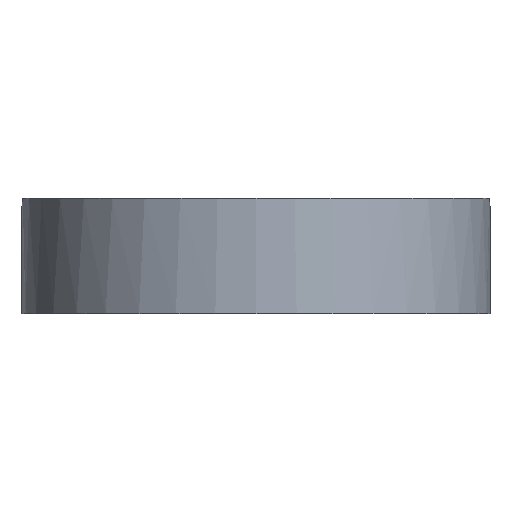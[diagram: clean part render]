
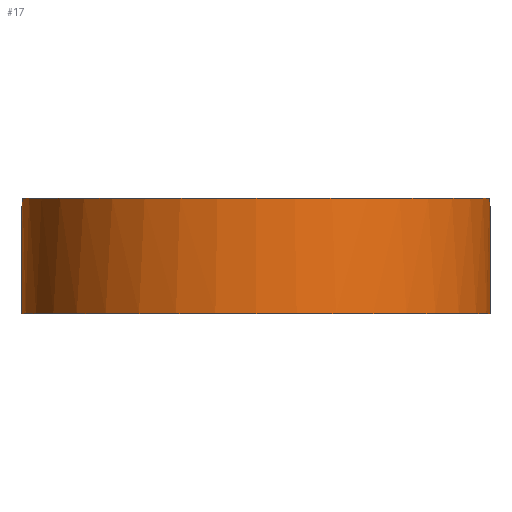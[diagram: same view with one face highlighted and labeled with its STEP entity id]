
A CAD part, front view. The second image highlights one B-rep face of the part: STEP entity #17.
In plain terms, the highlighted cylindrical face has radius 12 mm (diameter 24 mm), a partial arc.
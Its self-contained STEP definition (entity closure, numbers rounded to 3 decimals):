
#17 = ADVANCED_FACE('',(#18),#33,.T.);
#18 = FACE_BOUND('',#19,.T.);
#19 = EDGE_LOOP('',(#20,#56,#83,#117,#146,#175));
#20 = ORIENTED_EDGE('',*,*,#21,.T.);
#21 = EDGE_CURVE('',#22,#24,#26,.T.);
#22 = VERTEX_POINT('',#23);
#23 = CARTESIAN_POINT('',(-12.,-5.,-2.95));
#24 = VERTEX_POINT('',#25);
#25 = CARTESIAN_POINT('',(12.,-5.,-2.95));
#26 = SURFACE_CURVE('',#27,(#32,#44),.PCURVE_S1.);
#27 = CIRCLE('',#28,12.);
#28 = AXIS2_PLACEMENT_3D('',#29,#30,#31);
#29 = CARTESIAN_POINT('',(0.,-5.,-2.95));
#30 = DIRECTION('',(0.,0.,1.));
#31 = DIRECTION('',(1.,0.,-0.));
#32 = PCURVE('',#33,#38);
#33 = CYLINDRICAL_SURFACE('',#34,12.);
#34 = AXIS2_PLACEMENT_3D('',#35,#36,#37);
#35 = CARTESIAN_POINT('',(0.,-5.,-2.95));
#36 = DIRECTION('',(0.,0.,1.));
#37 = DIRECTION('',(1.,0.,-0.));
#38 = DEFINITIONAL_REPRESENTATION('',(#39),#43);
#39 = LINE('',#40,#41);
#40 = CARTESIAN_POINT('',(0.,0.));
#41 = VECTOR('',#42,1.);
#42 = DIRECTION('',(1.,0.));
#43 = ( GEOMETRIC_REPRESENTATION_CONTEXT(2) 
PARAMETRIC_REPRESENTATION_CONTEXT() REPRESENTATION_CONTEXT('2D SPACE',''
  ) );
#44 = PCURVE('',#45,#50);
#45 = PLANE('',#46);
#46 = AXIS2_PLACEMENT_3D('',#47,#48,#49);
#47 = CARTESIAN_POINT('',(0.,-5.,-2.95));
#48 = DIRECTION('',(0.,0.,1.));
#49 = DIRECTION('',(1.,0.,-0.));
#50 = DEFINITIONAL_REPRESENTATION('',(#51),#55);
#51 = CIRCLE('',#52,12.);
#52 = AXIS2_PLACEMENT_2D('',#53,#54);
#53 = CARTESIAN_POINT('',(0.,0.));
#54 = DIRECTION('',(1.,0.));
#55 = ( GEOMETRIC_REPRESENTATION_CONTEXT(2) 
PARAMETRIC_REPRESENTATION_CONTEXT() REPRESENTATION_CONTEXT('2D SPACE',''
  ) );
#56 = ORIENTED_EDGE('',*,*,#57,.T.);
#57 = EDGE_CURVE('',#24,#58,#60,.T.);
#58 = VERTEX_POINT('',#59);
#59 = CARTESIAN_POINT('',(12.,-5.,2.55));
#60 = SURFACE_CURVE('',#61,(#65,#71),.PCURVE_S1.);
#61 = LINE('',#62,#63);
#62 = CARTESIAN_POINT('',(12.,-5.,-2.95));
#63 = VECTOR('',#64,1.);
#64 = DIRECTION('',(0.,0.,1.));
#65 = PCURVE('',#33,#66);
#66 = DEFINITIONAL_REPRESENTATION('',(#67),#70);
#67 = B_SPLINE_CURVE_WITH_KNOTS('',1,(#68,#69),.UNSPECIFIED.,.F.,.F.,(2,
    2),(0.,5.9),.PIECEWISE_BEZIER_KNOTS.);
#68 = CARTESIAN_POINT('',(6.283,0.));
#69 = CARTESIAN_POINT('',(6.283,5.9));
#70 = ( GEOMETRIC_REPRESENTATION_CONTEXT(2) 
PARAMETRIC_REPRESENTATION_CONTEXT() REPRESENTATION_CONTEXT('2D SPACE',''
  ) );
#71 = PCURVE('',#72,#77);
#72 = PLANE('',#73);
#73 = AXIS2_PLACEMENT_3D('',#74,#75,#76);
#74 = CARTESIAN_POINT('',(12.,-5.,-2.95));
#75 = DIRECTION('',(1.,0.,0.));
#76 = DIRECTION('',(0.,0.,1.));
#77 = DEFINITIONAL_REPRESENTATION('',(#78),#82);
#78 = LINE('',#79,#80);
#79 = CARTESIAN_POINT('',(0.,0.));
#80 = VECTOR('',#81,1.);
#81 = DIRECTION('',(1.,0.));
#82 = ( GEOMETRIC_REPRESENTATION_CONTEXT(2) 
PARAMETRIC_REPRESENTATION_CONTEXT() REPRESENTATION_CONTEXT('2D SPACE',''
  ) );
#83 = ORIENTED_EDGE('',*,*,#84,.F.);
#84 = EDGE_CURVE('',#85,#58,#87,.T.);
#85 = VERTEX_POINT('',#86);
#86 = CARTESIAN_POINT('',(11.96,-5.98,2.95));
#87 = SURFACE_CURVE('',#88,(#94,#103),.PCURVE_S1.);
#88 = B_SPLINE_CURVE_WITH_KNOTS('',4,(#89,#90,#91,#92,#93),
  .UNSPECIFIED.,.F.,.F.,(5,5),(0.,1.),.PIECEWISE_BEZIER_KNOTS.);
#89 = CARTESIAN_POINT('',(11.96,-5.98,2.95));
#90 = CARTESIAN_POINT('',(11.98,-5.736,2.849
    ));
#91 = CARTESIAN_POINT('',(11.993,-5.492,2.749
    ));
#92 = CARTESIAN_POINT('',(12.,-5.246,2.649)
  );
#93 = CARTESIAN_POINT('',(12.,-5.,2.55));
#94 = PCURVE('',#33,#95);
#95 = DEFINITIONAL_REPRESENTATION('',(#96),#102);
#96 = B_SPLINE_CURVE_WITH_KNOTS('',4,(#97,#98,#99,#100,#101),
  .UNSPECIFIED.,.F.,.F.,(5,5),(0.,1.),.PIECEWISE_BEZIER_KNOTS.);
#97 = CARTESIAN_POINT('',(6.201,5.9));
#98 = CARTESIAN_POINT('',(6.222,5.799));
#99 = CARTESIAN_POINT('',(6.242,5.699));
#100 = CARTESIAN_POINT('',(6.263,5.599));
#101 = CARTESIAN_POINT('',(6.283,5.5));
#102 = ( GEOMETRIC_REPRESENTATION_CONTEXT(2) 
PARAMETRIC_REPRESENTATION_CONTEXT() REPRESENTATION_CONTEXT('2D SPACE',''
  ) );
#103 = PCURVE('',#104,#109);
#104 = SPHERICAL_SURFACE('',#105,18.);
#105 = AXIS2_PLACEMENT_3D('',#106,#107,#108);
#106 = CARTESIAN_POINT('',(0.,0.,15.));
#107 = DIRECTION('',(0.,0.,-1.));
#108 = DIRECTION('',(1.,0.,0.));
#109 = DEFINITIONAL_REPRESENTATION('',(#110),#116);
#110 = B_SPLINE_CURVE_WITH_KNOTS('',4,(#111,#112,#113,#114,#115),
  .UNSPECIFIED.,.F.,.F.,(5,5),(0.,1.),.PIECEWISE_BEZIER_KNOTS.);
#111 = CARTESIAN_POINT('',(0.464,0.733));
#112 = CARTESIAN_POINT('',(0.447,0.741));
#113 = CARTESIAN_POINT('',(0.43,0.749));
#114 = CARTESIAN_POINT('',(0.412,0.756));
#115 = CARTESIAN_POINT('',(0.395,0.764));
#116 = ( GEOMETRIC_REPRESENTATION_CONTEXT(2) 
PARAMETRIC_REPRESENTATION_CONTEXT() REPRESENTATION_CONTEXT('2D SPACE',''
  ) );
#117 = ORIENTED_EDGE('',*,*,#118,.F.);
#118 = EDGE_CURVE('',#119,#85,#121,.T.);
#119 = VERTEX_POINT('',#120);
#120 = CARTESIAN_POINT('',(-11.96,-5.98,2.95));
#121 = SURFACE_CURVE('',#122,(#127,#134),.PCURVE_S1.);
#122 = CIRCLE('',#123,12.);
#123 = AXIS2_PLACEMENT_3D('',#124,#125,#126);
#124 = CARTESIAN_POINT('',(0.,-5.,2.95));
#125 = DIRECTION('',(0.,0.,1.));
#126 = DIRECTION('',(1.,0.,-0.));
#127 = PCURVE('',#33,#128);
#128 = DEFINITIONAL_REPRESENTATION('',(#129),#133);
#129 = LINE('',#130,#131);
#130 = CARTESIAN_POINT('',(0.,5.9));
#131 = VECTOR('',#132,1.);
#132 = DIRECTION('',(1.,0.));
#133 = ( GEOMETRIC_REPRESENTATION_CONTEXT(2) 
PARAMETRIC_REPRESENTATION_CONTEXT() REPRESENTATION_CONTEXT('2D SPACE',''
  ) );
#134 = PCURVE('',#135,#140);
#135 = PLANE('',#136);
#136 = AXIS2_PLACEMENT_3D('',#137,#138,#139);
#137 = CARTESIAN_POINT('',(0.,-5.,2.95));
#138 = DIRECTION('',(0.,0.,1.));
#139 = DIRECTION('',(1.,0.,-0.));
#140 = DEFINITIONAL_REPRESENTATION('',(#141),#145);
#141 = CIRCLE('',#142,12.);
#142 = AXIS2_PLACEMENT_2D('',#143,#144);
#143 = CARTESIAN_POINT('',(0.,0.));
#144 = DIRECTION('',(1.,0.));
#145 = ( GEOMETRIC_REPRESENTATION_CONTEXT(2) 
PARAMETRIC_REPRESENTATION_CONTEXT() REPRESENTATION_CONTEXT('2D SPACE',''
  ) );
#146 = ORIENTED_EDGE('',*,*,#147,.F.);
#147 = EDGE_CURVE('',#148,#119,#150,.T.);
#148 = VERTEX_POINT('',#149);
#149 = CARTESIAN_POINT('',(-12.,-5.,2.55));
#150 = SURFACE_CURVE('',#151,(#157,#166),.PCURVE_S1.);
#151 = B_SPLINE_CURVE_WITH_KNOTS('',4,(#152,#153,#154,#155,#156),
  .UNSPECIFIED.,.F.,.F.,(5,5),(0.,1.),.PIECEWISE_BEZIER_KNOTS.);
#152 = CARTESIAN_POINT('',(-12.,-5.,2.55));
#153 = CARTESIAN_POINT('',(-12.,-5.246,
    2.649));
#154 = CARTESIAN_POINT('',(-11.993,-5.492,2.749
    ));
#155 = CARTESIAN_POINT('',(-11.98,-5.736,
    2.849));
#156 = CARTESIAN_POINT('',(-11.96,-5.98,2.95));
#157 = PCURVE('',#33,#158);
#158 = DEFINITIONAL_REPRESENTATION('',(#159),#165);
#159 = B_SPLINE_CURVE_WITH_KNOTS('',4,(#160,#161,#162,#163,#164),
  .UNSPECIFIED.,.F.,.F.,(5,5),(0.,1.),.PIECEWISE_BEZIER_KNOTS.);
#160 = CARTESIAN_POINT('',(3.142,5.5));
#161 = CARTESIAN_POINT('',(3.162,5.599));
#162 = CARTESIAN_POINT('',(3.183,5.699));
#163 = CARTESIAN_POINT('',(3.203,5.799));
#164 = CARTESIAN_POINT('',(3.223,5.9));
#165 = ( GEOMETRIC_REPRESENTATION_CONTEXT(2) 
PARAMETRIC_REPRESENTATION_CONTEXT() REPRESENTATION_CONTEXT('2D SPACE',''
  ) );
#166 = PCURVE('',#104,#167);
#167 = DEFINITIONAL_REPRESENTATION('',(#168),#174);
#168 = B_SPLINE_CURVE_WITH_KNOTS('',4,(#169,#170,#171,#172,#173),
  .UNSPECIFIED.,.F.,.F.,(5,5),(0.,1.),.PIECEWISE_BEZIER_KNOTS.);
#169 = CARTESIAN_POINT('',(2.747,0.764));
#170 = CARTESIAN_POINT('',(2.729,0.756));
#171 = CARTESIAN_POINT('',(2.712,0.749));
#172 = CARTESIAN_POINT('',(2.695,0.741));
#173 = CARTESIAN_POINT('',(2.678,0.733));
#174 = ( GEOMETRIC_REPRESENTATION_CONTEXT(2) 
PARAMETRIC_REPRESENTATION_CONTEXT() REPRESENTATION_CONTEXT('2D SPACE',''
  ) );
#175 = ORIENTED_EDGE('',*,*,#176,.F.);
#176 = EDGE_CURVE('',#22,#148,#177,.T.);
#177 = SURFACE_CURVE('',#178,(#182,#189),.PCURVE_S1.);
#178 = LINE('',#179,#180);
#179 = CARTESIAN_POINT('',(-12.,-5.,-2.95));
#180 = VECTOR('',#181,1.);
#181 = DIRECTION('',(0.,0.,1.));
#182 = PCURVE('',#33,#183);
#183 = DEFINITIONAL_REPRESENTATION('',(#184),#188);
#184 = LINE('',#185,#186);
#185 = CARTESIAN_POINT('',(3.142,0.));
#186 = VECTOR('',#187,1.);
#187 = DIRECTION('',(0.,1.));
#188 = ( GEOMETRIC_REPRESENTATION_CONTEXT(2) 
PARAMETRIC_REPRESENTATION_CONTEXT() REPRESENTATION_CONTEXT('2D SPACE',''
  ) );
#189 = PCURVE('',#190,#195);
#190 = PLANE('',#191);
#191 = AXIS2_PLACEMENT_3D('',#192,#193,#194);
#192 = CARTESIAN_POINT('',(-12.,-5.,-2.95));
#193 = DIRECTION('',(1.,0.,0.));
#194 = DIRECTION('',(0.,0.,1.));
#195 = DEFINITIONAL_REPRESENTATION('',(#196),#200);
#196 = LINE('',#197,#198);
#197 = CARTESIAN_POINT('',(0.,0.));
#198 = VECTOR('',#199,1.);
#199 = DIRECTION('',(1.,0.));
#200 = ( GEOMETRIC_REPRESENTATION_CONTEXT(2) 
PARAMETRIC_REPRESENTATION_CONTEXT() REPRESENTATION_CONTEXT('2D SPACE',''
  ) );
